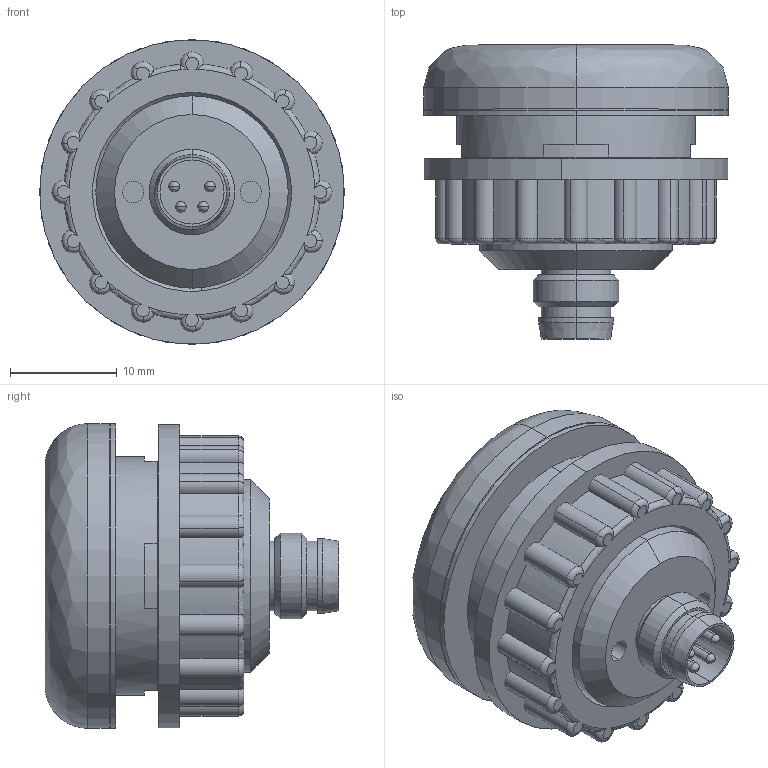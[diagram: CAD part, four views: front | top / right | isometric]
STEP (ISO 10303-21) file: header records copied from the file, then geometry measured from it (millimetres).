
FILE_DESCRIPTION (( 'STEP AP203' ), '1' );
FILE_NAME ('CHT1-158P-30-CPM20.step', '2020-02-06T11:56:08', ( '' ), ( '' ), 'SwSTEP 2.0', 'SolidWorks 2019', '' );
FILE_SCHEMA (( 'CONFIG_CONTROL_DESIGN' ));
Length unit declared in the file: millimetre
Products named in the file (1): CHT1-158P-30-CPM20
Bounding box: 28.5 x 27.5 x 28.5 mm (x, y, z)
Volume: 9654.1 mm3; surface area: 8353.4 mm2
Topology: 11 solids, 11 shells, 213 faces, 490 edges, 302 vertices
Faces by surface type: cylinder 97, torus 49, plane 41, cone 14, bspline 12
Entity records: 8156 total; most frequent: CARTESIAN_POINT 3158, DIRECTION 1149, ORIENTED_EDGE 964, AXIS2_PLACEMENT_3D 505, EDGE_CURVE 482, CIRCLE 303, VERTEX_POINT 302, EDGE_LOOP 230
